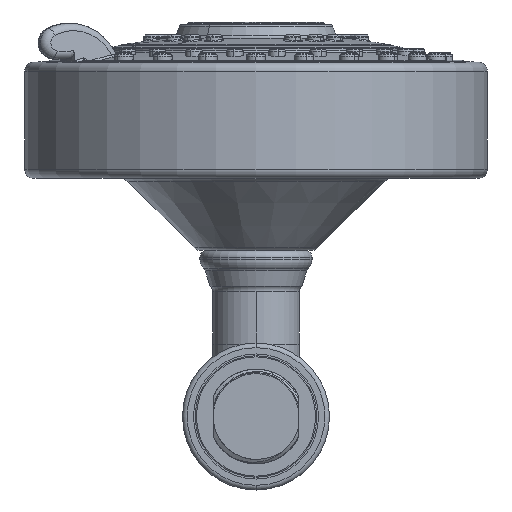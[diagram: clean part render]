
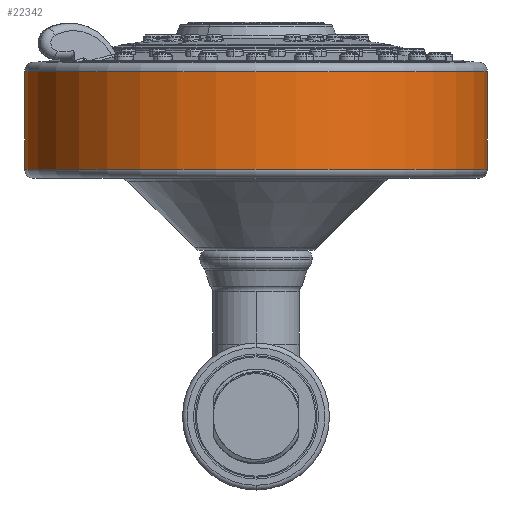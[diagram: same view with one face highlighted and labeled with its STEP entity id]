
A CAD part, front view. The second image highlights one B-rep face of the part: STEP entity #22342.
In plain terms, the highlighted cylindrical face has radius 50.8 mm (diameter 101.6 mm), a partial arc.
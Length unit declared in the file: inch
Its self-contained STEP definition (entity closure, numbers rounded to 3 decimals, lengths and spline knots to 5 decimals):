
#7529=CARTESIAN_POINT('',(0.,0.07592,0.));
#7530=DIRECTION('',(0.,1.,0.));
#7531=DIRECTION('',(1.,0.,0.));
#7532=AXIS2_PLACEMENT_3D('',#7529,#7530,#7531);
#7534=CARTESIAN_POINT('',(0.,0.92,0.));
#7535=DIRECTION('',(0.,-1.,0.));
#7536=DIRECTION('',(-1.,0.,0.));
#7537=AXIS2_PLACEMENT_3D('',#7534,#7535,#7536);
#7554=DIRECTION('',(0.,-1.,0.));
#7555=VECTOR('',#7554,0.84408);
#7556=CARTESIAN_POINT('',(-2.,0.92,0.));
#7557=LINE('',#7556,#7555);
#7563=DIRECTION('',(0.,-1.,0.));
#7564=VECTOR('',#7563,0.84408);
#7565=CARTESIAN_POINT('',(2.,0.92,0.));
#7566=LINE('',#7565,#7564);
#20188=CARTESIAN_POINT('',(-2.,0.92,0.));
#20190=VERTEX_POINT('',#20188);
#20192=CARTESIAN_POINT('',(2.,0.92,0.));
#20194=VERTEX_POINT('',#20192);
#20207=CARTESIAN_POINT('',(2.,0.07592,0.));
#20208=CARTESIAN_POINT('',(-2.,0.07592,0.));
#20209=VERTEX_POINT('',#20207);
#20210=VERTEX_POINT('',#20208);
#22328=CARTESIAN_POINT('',(0.,1.7031,0.));
#22329=DIRECTION('',(0.,-1.,0.));
#22330=DIRECTION('',(-1.,0.,0.));
#22331=AXIS2_PLACEMENT_3D('',#22328,#22329,#22330);
#22332=CYLINDRICAL_SURFACE('',#22331,2.);
#22334=ORIENTED_EDGE('',*,*,#22333,.F.);
#22336=ORIENTED_EDGE('',*,*,#22335,.F.);
#22337=ORIENTED_EDGE('',*,*,#22321,.F.);
#22339=ORIENTED_EDGE('',*,*,#22338,.T.);
#22340=EDGE_LOOP('',(#22334,#22336,#22337,#22339));
#22341=FACE_OUTER_BOUND('',#22340,.F.);
#22342=ADVANCED_FACE('',(#22341),#22332,.T.);
#7533=CIRCLE('',#7532,2.);
#7538=CIRCLE('',#7537,2.);
#22321=EDGE_CURVE('',#20190,#20194,#7538,.T.);
#22333=EDGE_CURVE('',#20209,#20210,#7533,.T.);
#22335=EDGE_CURVE('',#20194,#20209,#7566,.T.);
#22338=EDGE_CURVE('',#20190,#20210,#7557,.T.);
